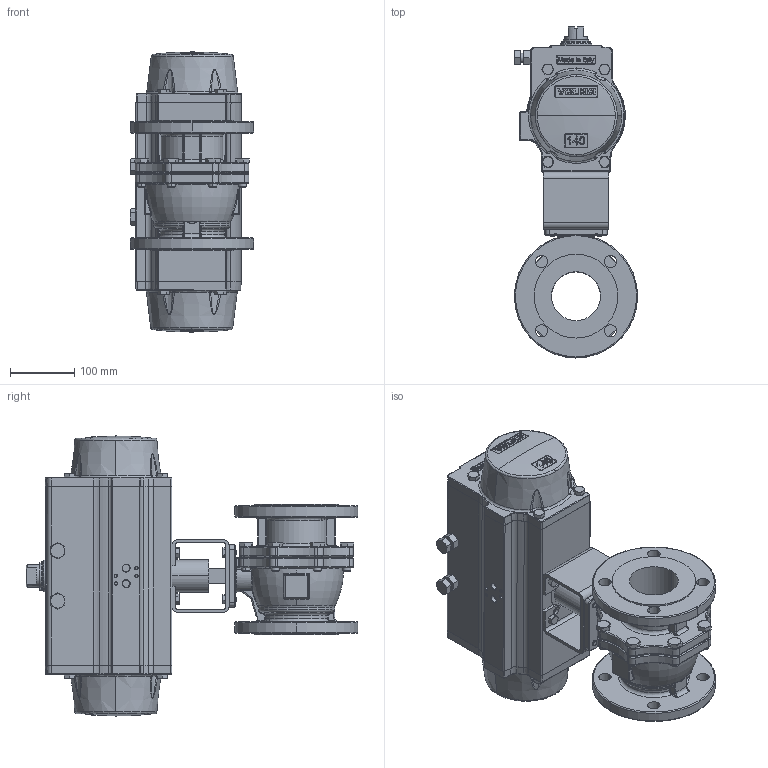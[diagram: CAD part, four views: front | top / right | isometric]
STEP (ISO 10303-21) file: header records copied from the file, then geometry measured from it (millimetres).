
FILE_DESCRIPTION (( 'STEP AP203' ), '1' );
FILE_NAME ('2000F-300_UT-4.5.STEP', '2018-01-03T21:27:11', ( '' ), ( '' ), 'SwSTEP 2.0', 'SolidWorks 2014', '' );
FILE_SCHEMA (( 'CONFIG_CONTROL_DESIGN' ));
Length unit declared in the file: inch
Products named in the file (1): 2000F-300_UT-4.5
Bounding box: 191.36 x 515.55 x 435.1 mm (x, y, z)
Surface area: 678197.3 mm2 (no closed solid volume)
Topology: 0 solids, 39 shells, 1534 faces, 5004 edges, 3353 vertices
Faces by surface type: plane 516, cylinder 356, bspline 278, cone 214, torus 121, sphere 49
Entity records: 78325 total; most frequent: CARTESIAN_POINT 37538, ORIENTED_EDGE 8130, DIRECTION 8120, EDGE_CURVE 4969, VERTEX_POINT 3353, AXIS2_PLACEMENT_3D 3167, CIRCLE 1910, VECTOR 1786
